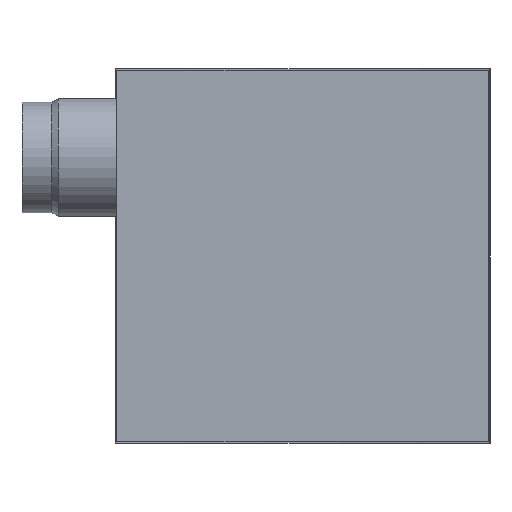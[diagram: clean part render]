
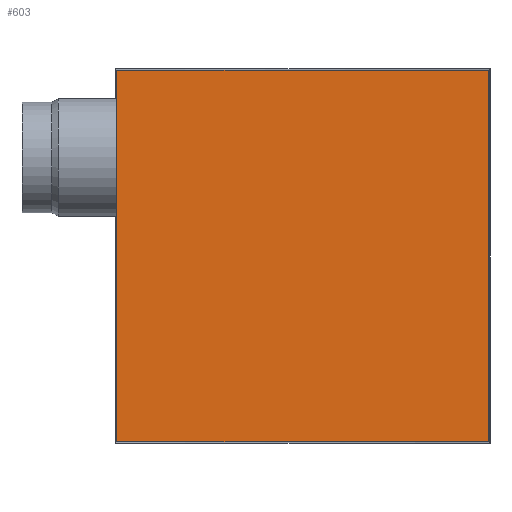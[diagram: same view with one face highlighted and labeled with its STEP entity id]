
A CAD part, left-side view. The second image highlights one B-rep face of the part: STEP entity #603.
In plain terms, the highlighted planar face has unit normal (-1, 0, 0).
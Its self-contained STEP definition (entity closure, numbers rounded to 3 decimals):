
#53 = EDGE_CURVE ( 'NONE', #549, #476, #757, .T. ) ;
#473 = VERTEX_POINT ( 'NONE', #1428 ) ;
#475 = EDGE_CURVE ( 'NONE', #476, #473, #1427, .T. ) ;
#476 = VERTEX_POINT ( 'NONE', #1423 ) ;
#523 = EDGE_CURVE ( 'NONE', #537, #549, #1528, .T. ) ;
#537 = VERTEX_POINT ( 'NONE', #1568 ) ;
#540 = EDGE_CURVE ( 'NONE', #473, #537, #1560, .T. ) ;
#549 = VERTEX_POINT ( 'NONE', #1607 ) ;
#603 = ADVANCED_FACE ( 'NONE', ( #1651 ), #1650, .T. ) ;
#604 = EDGE_LOOP ( 'NONE', ( #605, #606, #607, #608 ) ) ;
#605 = ORIENTED_EDGE ( 'NONE', *, *, #523, .T. ) ;
#606 = ORIENTED_EDGE ( 'NONE', *, *, #53, .T. ) ;
#607 = ORIENTED_EDGE ( 'NONE', *, *, #475, .T. ) ;
#608 = ORIENTED_EDGE ( 'NONE', *, *, #540, .T. ) ;
#754 = DIRECTION ( 'NONE',  ( 0., 0., -1. ) ) ;
#755 = VECTOR ( 'NONE', #754, 1000. ) ;
#756 = CARTESIAN_POINT ( 'NONE',  ( -12., 124.5, 124.5 ) ) ;
#757 = LINE ( 'NONE', #756, #755 ) ;
#1423 = CARTESIAN_POINT ( 'NONE',  ( -12., 124.5, -124.5 ) ) ;
#1424 = DIRECTION ( 'NONE',  ( 0., -1., 0. ) ) ;
#1425 = VECTOR ( 'NONE', #1424, 1000. ) ;
#1426 = CARTESIAN_POINT ( 'NONE',  ( -12., 124.5, -124.5 ) ) ;
#1427 = LINE ( 'NONE', #1426, #1425 ) ;
#1428 = CARTESIAN_POINT ( 'NONE',  ( -12., -124.5, -124.5 ) ) ;
#1525 = DIRECTION ( 'NONE',  ( 0., 1., 0. ) ) ;
#1526 = VECTOR ( 'NONE', #1525, 1000. ) ;
#1527 = CARTESIAN_POINT ( 'NONE',  ( -12., -124.5, 124.5 ) ) ;
#1528 = LINE ( 'NONE', #1527, #1526 ) ;
#1557 = DIRECTION ( 'NONE',  ( 0., 0., 1. ) ) ;
#1558 = VECTOR ( 'NONE', #1557, 1000. ) ;
#1559 = CARTESIAN_POINT ( 'NONE',  ( -12., -124.5, -124.5 ) ) ;
#1560 = LINE ( 'NONE', #1559, #1558 ) ;
#1568 = CARTESIAN_POINT ( 'NONE',  ( -12., -124.5, 124.5 ) ) ;
#1607 = CARTESIAN_POINT ( 'NONE',  ( -12., 124.5, 124.5 ) ) ;
#1645 = DIRECTION ( 'NONE',  ( 0., 0., 1. ) ) ;
#1646 = DIRECTION ( 'NONE',  ( -1., 0., 0. ) ) ;
#1647 = CARTESIAN_POINT ( 'NONE',  ( -12., 124.5, 124.5 ) ) ;
#1648 = AXIS2_PLACEMENT_3D ( 'NONE', #1647, #1646, #1645 ) ;
#1650 = PLANE ( 'NONE',  #1648 ) ;
#1651 = FACE_OUTER_BOUND ( 'NONE', #604, .T. ) ;
